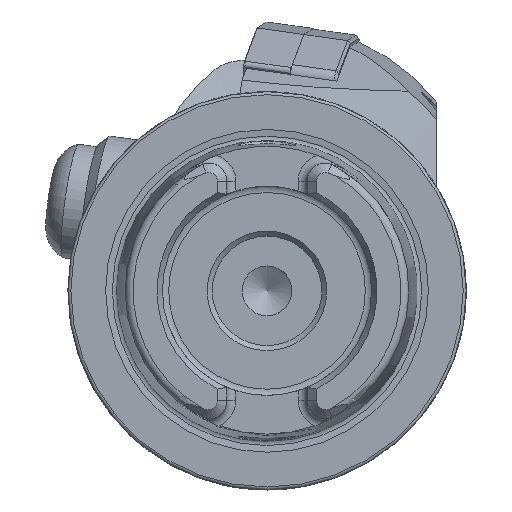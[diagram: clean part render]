
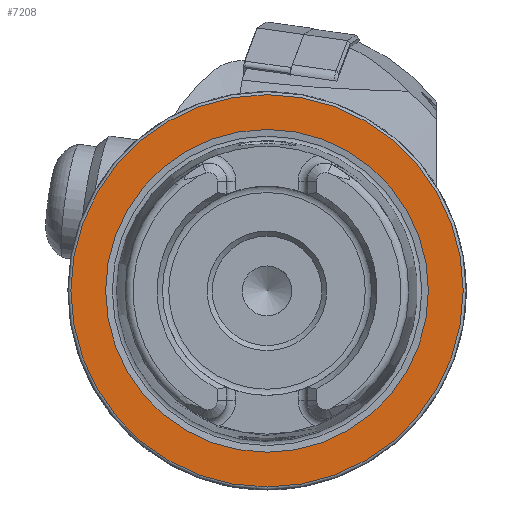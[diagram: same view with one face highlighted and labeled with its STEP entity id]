
A CAD part, left-side view. The second image highlights one B-rep face of the part: STEP entity #7208.
In plain terms, the highlighted planar face has unit normal (-1, 0, 0).
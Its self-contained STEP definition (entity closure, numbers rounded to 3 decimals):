
#1045 = EDGE_LOOP ( 'NONE', ( #6205 ) ) ;
#1510 = AXIS2_PLACEMENT_3D ( 'NONE', #11478, #9317, #11673 ) ;
#1602 = VERTEX_POINT ( 'NONE', #8862 ) ;
#2152 = CARTESIAN_POINT ( 'NONE',  ( 0., 0., 0. ) ) ;
#2153 = CARTESIAN_POINT ( 'NONE',  ( 0., 19.7, 0. ) ) ;
#3261 = CARTESIAN_POINT ( 'NONE',  ( 0., 0., 16.207 ) ) ;
#3548 = ORIENTED_EDGE ( 'NONE', *, *, #8547, .F. ) ;
#6205 = ORIENTED_EDGE ( 'NONE', *, *, #13536, .T. ) ;
#7208 = ADVANCED_FACE ( 'NONE', ( #10048, #12394 ), #7560, .F. ) ;
#7220 = CIRCLE ( 'NONE', #11333, 16.207 ) ;
#7559 = DIRECTION ( 'NONE',  ( -1., 0., 0. ) ) ;
#7560 = PLANE ( 'NONE',  #9885 ) ;
#8547 = EDGE_CURVE ( 'NONE', #12182, #12182, #7220, .T. ) ;
#8592 = DIRECTION ( 'NONE',  ( 1., 0., 0. ) ) ;
#8862 = CARTESIAN_POINT ( 'NONE',  ( 0., 0., 19.7 ) ) ;
#9317 = DIRECTION ( 'NONE',  ( -1., 0., 0. ) ) ;
#9647 = DIRECTION ( 'NONE',  ( 0., 0., 1. ) ) ;
#9702 = DIRECTION ( 'NONE',  ( 0., 0., -1. ) ) ;
#9885 = AXIS2_PLACEMENT_3D ( 'NONE', #2153, #8592, #9702 ) ;
#10048 = FACE_BOUND ( 'NONE', #10990, .T. ) ;
#10990 = EDGE_LOOP ( 'NONE', ( #3548 ) ) ;
#11333 = AXIS2_PLACEMENT_3D ( 'NONE', #2152, #7559, #9647 ) ;
#11478 = CARTESIAN_POINT ( 'NONE',  ( 0., 0., 0. ) ) ;
#11673 = DIRECTION ( 'NONE',  ( 0., 0., 1. ) ) ;
#12182 = VERTEX_POINT ( 'NONE', #3261 ) ;
#12394 = FACE_OUTER_BOUND ( 'NONE', #1045, .T. ) ;
#13536 = EDGE_CURVE ( 'NONE', #1602, #1602, #13883, .T. ) ;
#13883 = CIRCLE ( 'NONE', #1510, 19.7 ) ;
